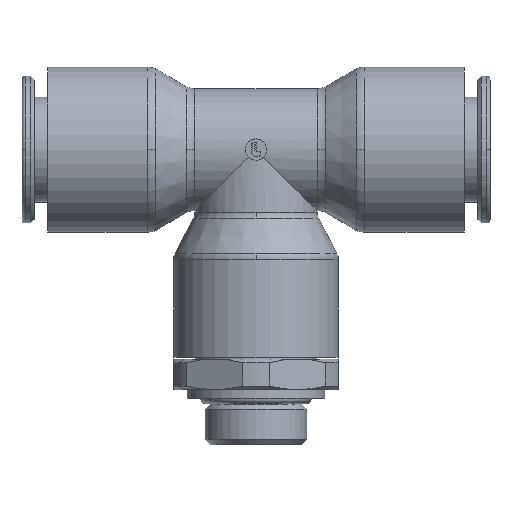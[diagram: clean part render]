
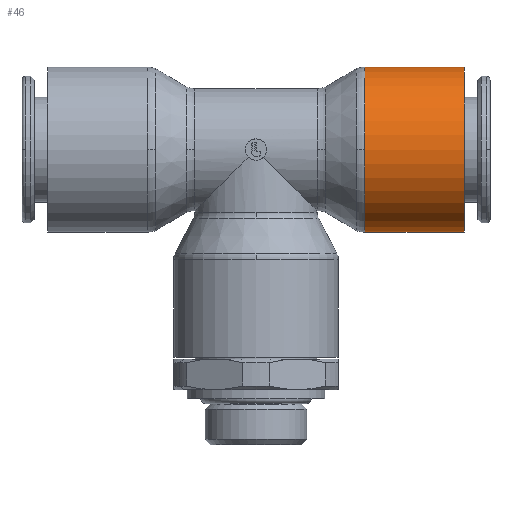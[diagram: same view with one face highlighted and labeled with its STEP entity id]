
A CAD part, top view. The second image highlights one B-rep face of the part: STEP entity #46.
In plain terms, the highlighted cylindrical face has radius 13.5 mm (diameter 27 mm), a partial arc.
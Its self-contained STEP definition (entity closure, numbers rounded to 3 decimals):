
#46=ADVANCED_FACE('',(#179),#180,.T.);
#179=FACE_OUTER_BOUND('',#458,.T.);
#180=CYLINDRICAL_SURFACE('',#459,13.5);
#458=EDGE_LOOP('',(#737,#738,#739,#740,#741));
#459=AXIS2_PLACEMENT_3D('',#742,#743,#744);
#737=ORIENTED_EDGE('',*,*,#1787,.F.);
#738=ORIENTED_EDGE('',*,*,#1788,.T.);
#739=ORIENTED_EDGE('',*,*,#1789,.T.);
#740=ORIENTED_EDGE('',*,*,#1790,.F.);
#741=ORIENTED_EDGE('',*,*,#1791,.F.);
#742=CARTESIAN_POINT('',(25.95,39.3,0.0));
#743=DIRECTION('',(1.0,0.0,0.0));
#744=DIRECTION('',(0.0,1.0,0.0));
#1787=EDGE_CURVE('',#2114,#2115,#2116,.T.);
#1788=EDGE_CURVE('',#2114,#2117,#2118,.T.);
#1789=EDGE_CURVE('',#2117,#2119,#2120,.T.);
#1790=EDGE_CURVE('',#2121,#2119,#2122,.T.);
#1791=EDGE_CURVE('',#2115,#2121,#2123,.T.);
#2114=VERTEX_POINT('',#2649);
#2115=VERTEX_POINT('',#2650);
#2116=LINE('',#2651,#2652);
#2117=VERTEX_POINT('',#2653);
#2118=CIRCLE('',#2654,13.5);
#2119=VERTEX_POINT('',#2655);
#2120=CIRCLE('',#2656,13.5);
#2121=VERTEX_POINT('',#2657);
#2122=LINE('',#2658,#2659);
#2123=CIRCLE('',#2660,13.5);
#2649=CARTESIAN_POINT('',(17.8,52.8,0.0));
#2650=CARTESIAN_POINT('',(34.1,52.8,0.0));
#2651=CARTESIAN_POINT('',(25.95,52.8,0.));
#2652=VECTOR('',#3650,1.0);
#2653=CARTESIAN_POINT('',(17.8,39.3,13.5));
#2654=AXIS2_PLACEMENT_3D('',#3651,#3652,#3653);
#2655=CARTESIAN_POINT('',(17.8,25.8,0.));
#2656=AXIS2_PLACEMENT_3D('',#3654,#3655,#3656);
#2657=CARTESIAN_POINT('',(34.1,25.8,0.));
#2658=CARTESIAN_POINT('',(25.95,25.8,0.));
#2659=VECTOR('',#3657,1.0);
#2660=AXIS2_PLACEMENT_3D('',#3658,#3659,#3660);
#3650=DIRECTION('',(1.0,0.0,0.0));
#3651=CARTESIAN_POINT('',(17.8,39.3,0.0));
#3652=DIRECTION('',(1.0,0.0,0.0));
#3653=DIRECTION('',(0.0,1.0,0.0));
#3654=CARTESIAN_POINT('',(17.8,39.3,0.0));
#3655=DIRECTION('',(1.0,0.0,0.0));
#3656=DIRECTION('',(0.0,1.0,0.0));
#3657=DIRECTION('',(-1.0,-0.0,-0.0));
#3658=CARTESIAN_POINT('',(34.1,39.3,0.0));
#3659=DIRECTION('',(1.0,0.0,0.0));
#3660=DIRECTION('',(0.0,1.0,0.0));
